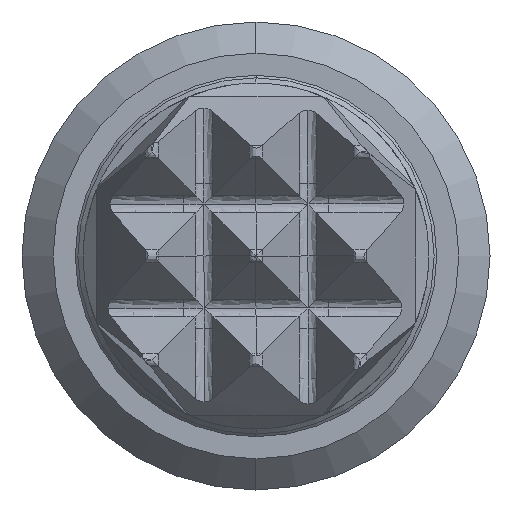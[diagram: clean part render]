
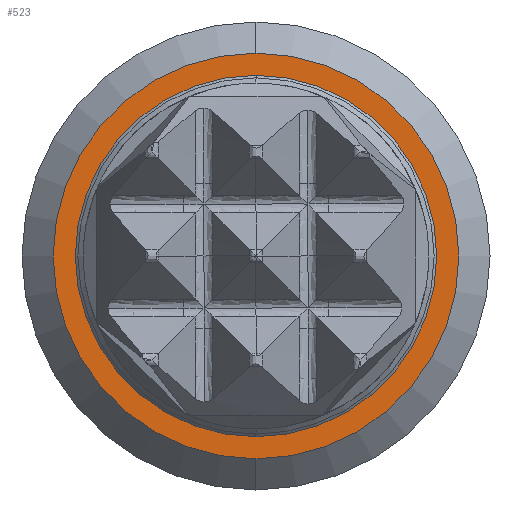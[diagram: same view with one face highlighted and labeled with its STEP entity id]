
A CAD part, left-side view. The second image highlights one B-rep face of the part: STEP entity #523.
In plain terms, the highlighted planar face has unit normal (-1, 0, 0).
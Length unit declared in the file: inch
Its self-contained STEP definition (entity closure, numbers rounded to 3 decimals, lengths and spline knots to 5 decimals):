
#44 = CARTESIAN_POINT ( 'NONE',  ( -0.323, 0., 0. ) ) ;
#89 = ORIENTED_EDGE ( 'NONE', *, *, #9529, .T. ) ;
#340 = DIRECTION ( 'NONE',  ( -1., 0., 0. ) ) ;
#523 = ADVANCED_FACE ( 'NONE', ( #9831, #7671 ), #3831, .F. ) ;
#929 = DIRECTION ( 'NONE',  ( 0., 0., -1. ) ) ;
#1379 = DIRECTION ( 'NONE',  ( 1., 0., 0. ) ) ;
#2475 = AXIS2_PLACEMENT_3D ( 'NONE', #3928, #9604, #4749 ) ;
#2524 = CARTESIAN_POINT ( 'NONE',  ( -0.323, 0., 0.03475 ) ) ;
#2614 = CARTESIAN_POINT ( 'NONE',  ( -0.323, 0., 0.039 ) ) ;
#2721 = CIRCLE ( 'NONE', #5212, 0.039 ) ;
#2941 = EDGE_CURVE ( 'NONE', #5343, #10679, #7578, .T. ) ;
#3213 = VERTEX_POINT ( 'NONE', #2614 ) ;
#3727 = AXIS2_PLACEMENT_3D ( 'NONE', #8840, #8204, #9089 ) ;
#3734 = CARTESIAN_POINT ( 'NONE',  ( -0.323, 0., -0.03475 ) ) ;
#3831 = PLANE ( 'NONE',  #3727 ) ;
#3928 = CARTESIAN_POINT ( 'NONE',  ( -0.323, 0., 0. ) ) ;
#4020 = VERTEX_POINT ( 'NONE', #4337 ) ;
#4337 = CARTESIAN_POINT ( 'NONE',  ( -0.323, 0., -0.039 ) ) ;
#4749 = DIRECTION ( 'NONE',  ( 0., 0., -1. ) ) ;
#4817 = AXIS2_PLACEMENT_3D ( 'NONE', #6395, #1379, #7211 ) ;
#5050 = CIRCLE ( 'NONE', #5691, 0.039 ) ;
#5212 = AXIS2_PLACEMENT_3D ( 'NONE', #44, #5971, #929 ) ;
#5343 = VERTEX_POINT ( 'NONE', #3734 ) ;
#5425 = CARTESIAN_POINT ( 'NONE',  ( -0.323, 0., 0. ) ) ;
#5691 = AXIS2_PLACEMENT_3D ( 'NONE', #5425, #340, #6244 ) ;
#5971 = DIRECTION ( 'NONE',  ( -1., 0., 0. ) ) ;
#6244 = DIRECTION ( 'NONE',  ( 0., 0., -1. ) ) ;
#6395 = CARTESIAN_POINT ( 'NONE',  ( -0.323, 0., 0. ) ) ;
#6478 = EDGE_LOOP ( 'NONE', ( #9008, #89 ) ) ;
#7198 = ORIENTED_EDGE ( 'NONE', *, *, #9007, .T. ) ;
#7211 = DIRECTION ( 'NONE',  ( 0., 0., -1. ) ) ;
#7578 = CIRCLE ( 'NONE', #2475, 0.03475 ) ;
#7671 = FACE_BOUND ( 'NONE', #9387, .T. ) ;
#7818 = EDGE_CURVE ( 'NONE', #4020, #3213, #2721, .T. ) ;
#8204 = DIRECTION ( 'NONE',  ( 1., 0., 0. ) ) ;
#8840 = CARTESIAN_POINT ( 'NONE',  ( -0.323, 0., 0. ) ) ;
#9007 = EDGE_CURVE ( 'NONE', #10679, #5343, #9760, .T. ) ;
#9008 = ORIENTED_EDGE ( 'NONE', *, *, #7818, .T. ) ;
#9089 = DIRECTION ( 'NONE',  ( 0., 0., -1. ) ) ;
#9387 = EDGE_LOOP ( 'NONE', ( #7198, #9905 ) ) ;
#9529 = EDGE_CURVE ( 'NONE', #3213, #4020, #5050, .T. ) ;
#9604 = DIRECTION ( 'NONE',  ( 1., 0., 0. ) ) ;
#9760 = CIRCLE ( 'NONE', #4817, 0.03475 ) ;
#9831 = FACE_OUTER_BOUND ( 'NONE', #6478, .T. ) ;
#9905 = ORIENTED_EDGE ( 'NONE', *, *, #2941, .T. ) ;
#10679 = VERTEX_POINT ( 'NONE', #2524 ) ;
